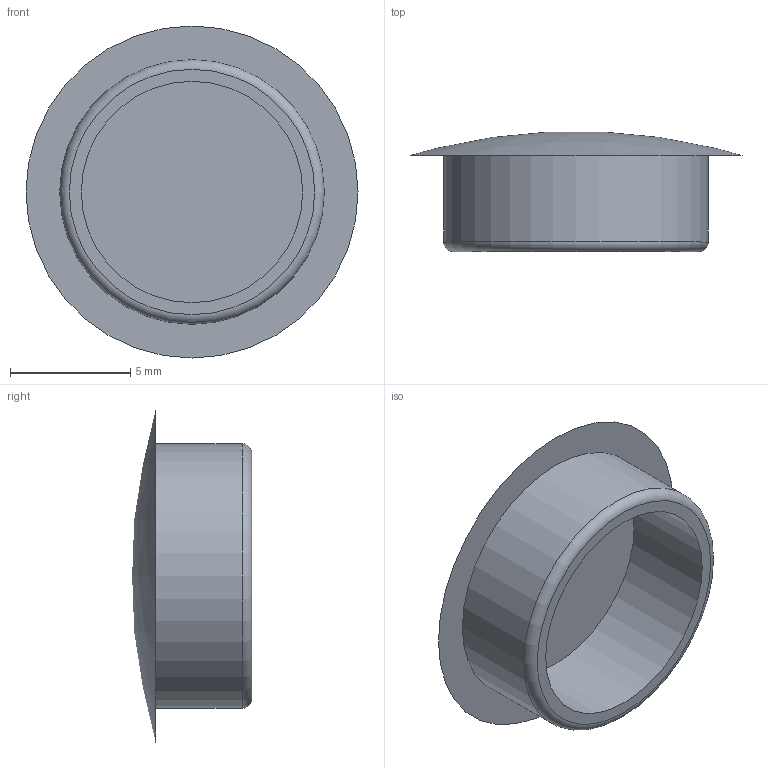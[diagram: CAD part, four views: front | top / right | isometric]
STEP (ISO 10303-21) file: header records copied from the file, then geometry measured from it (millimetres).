
FILE_DESCRIPTION((''),'2;1');
FILE_NAME('220011.ipt.stp','2010-09-05T12:19:08',(''),(''),'Autodesk Inventor 2010','Autodesk Inventor 2010','');
FILE_SCHEMA(('AUTOMOTIVE_DESIGN { 1 0 10303 214 1 1 1 1 }'));
Length unit declared in the file: millimetre
Products named in the file (1): 220011
Bounding box: 13.8 x 4.97 x 13.8 mm (x, y, z)
Volume: 188.4 mm3; surface area: 550.1 mm2
Topology: 1 solids, 1 shells, 7 faces, 9 edges, 6 vertices
Faces by surface type: plane 3, cylinder 2, torus 1, sphere 1
Full cylindrical faces by diameter (mm): 9.2 x1, 11 x1
Entity records: 160 total; most frequent: DIRECTION 28, CARTESIAN_POINT 20, AXIS2_PLACEMENT_3D 14, ORIENTED_EDGE 12, EDGE_LOOP 12, FACE_OUTER_BOUND 7, ADVANCED_FACE 7, VERTEX_POINT 6
